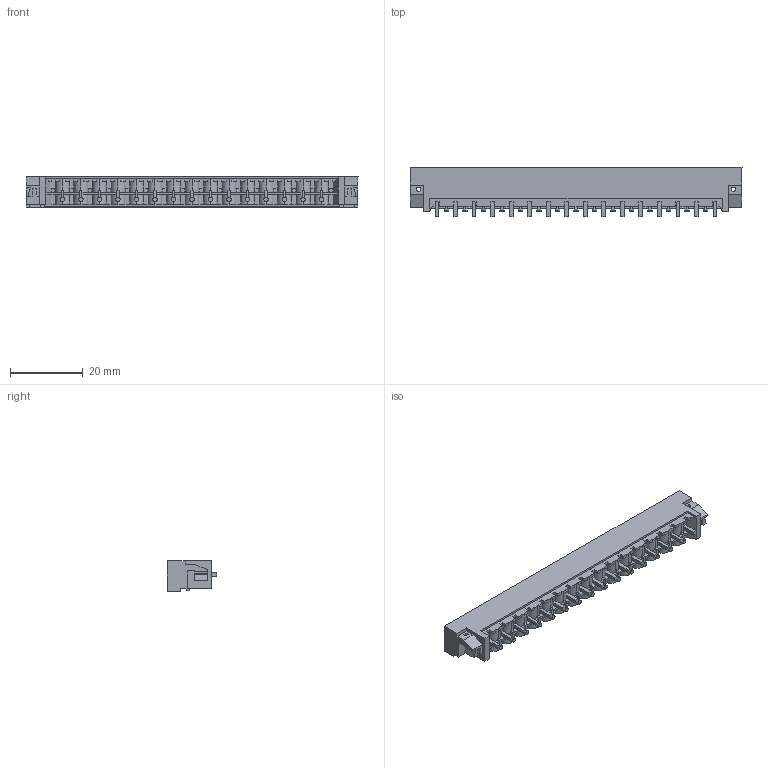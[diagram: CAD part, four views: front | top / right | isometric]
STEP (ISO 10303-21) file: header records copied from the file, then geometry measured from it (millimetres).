
FILE_DESCRIPTION(('CATIA V5 STEP Exchange','CAx-IF Rec.Pracs.--- Model Styling and Organization---1.2---2011-12-15'),'2;1');
FILE_NAME ('D1452270_0_1476440000_1476440000.stp','2017-04-26T08:55:33+00:00',('none'),('Weidmueller'),'CATIA Version 5-6 Release 2014','CATIA V5 STEP AP214','none');
FILE_SCHEMA(('AUTOMOTIVE_DESIGN { 1 0 10303 214 1 1 1 1 }'));
Length unit declared in the file: millimetre
Products named in the file (1): 1476440000
Bounding box: 91.08 x 13.5 x 8.43 mm (x, y, z)
Volume: 3006.7 mm3; surface area: 7351.4 mm2
Topology: 17 solids, 17 shells, 793 faces, 2503 edges, 1714 vertices
Faces by surface type: plane 627, cylinder 166
Entity records: 27595 total; most frequent: CARTESIAN_POINT 5928, ORIENTED_EDGE 5006, DIRECTION 3349, EDGE_CURVE 2503, VECTOR 1973, LINE 1973, VERTEX_POINT 1714, AXIS2_PLACEMENT_3D 874
